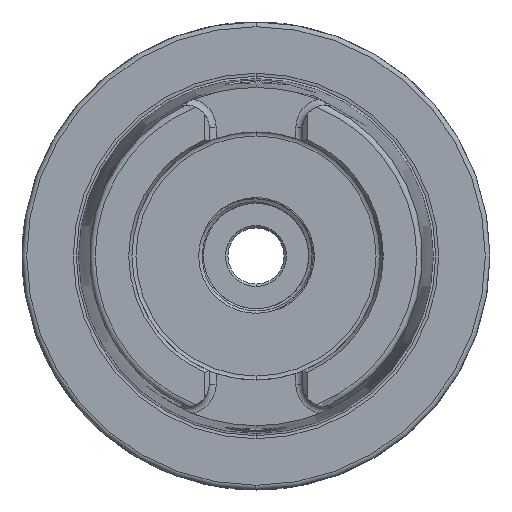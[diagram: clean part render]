
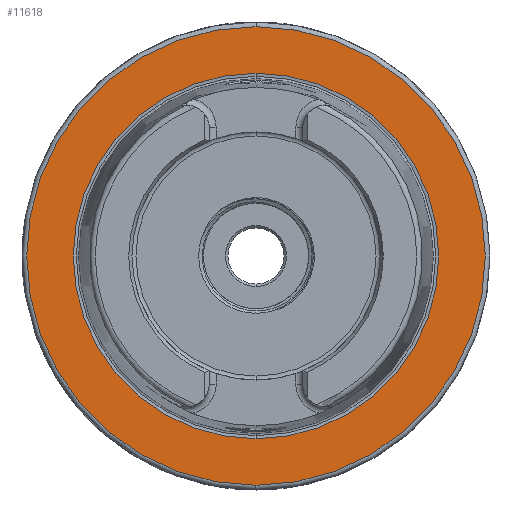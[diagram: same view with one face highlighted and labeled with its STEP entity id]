
A CAD part, left-side view. The second image highlights one B-rep face of the part: STEP entity #11618.
In plain terms, the highlighted planar face has unit normal (-1, 0, 0).
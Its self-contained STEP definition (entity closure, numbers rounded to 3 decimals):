
#914 = AXIS2_PLACEMENT_3D ( 'NONE', #1464, #1461, #1468 ) ;
#986 = AXIS2_PLACEMENT_3D ( 'NONE', #25744, #25747, #25757 ) ;
#1011 = AXIS2_PLACEMENT_3D ( 'NONE', #26133, #26105, #26095 ) ;
#1461 = DIRECTION ( 'NONE',  ( -1., 0., 0. ) ) ;
#1464 = CARTESIAN_POINT ( 'NONE',  ( 0., 0., 0. ) ) ;
#1468 = DIRECTION ( 'NONE',  ( 0., 0., 1. ) ) ;
#3453 = CARTESIAN_POINT ( 'NONE',  ( 0., 39.054, 0. ) ) ;
#3458 = PLANE ( 'NONE',  #23248 ) ;
#3459 = DIRECTION ( 'NONE',  ( 0., 0., 1. ) ) ;
#3480 = DIRECTION ( 'NONE',  ( -1., 0., 0. ) ) ;
#6381 = EDGE_CURVE ( 'NONE', #15713, #15621, #15565, .T. ) ;
#7261 = EDGE_LOOP ( 'NONE', ( #24668, #24727 ) ) ;
#7449 = EDGE_LOOP ( 'NONE', ( #24722, #18975 ) ) ;
#10029 = CIRCLE ( 'NONE', #1011, 39.054 ) ;
#10065 = CIRCLE ( 'NONE', #914, 49. ) ;
#10098 = CIRCLE ( 'NONE', #986, 49. ) ;
#11618 = ADVANCED_FACE ( 'NONE', ( #15138, #15147 ), #3458, .T. ) ;
#12353 = CARTESIAN_POINT ( 'NONE',  ( 0., 0., -49. ) ) ;
#12393 = CARTESIAN_POINT ( 'NONE',  ( 0., 0., 49. ) ) ;
#12395 = CARTESIAN_POINT ( 'NONE',  ( 0., 0., 39.054 ) ) ;
#12435 = CARTESIAN_POINT ( 'NONE',  ( 0., 0., -39.054 ) ) ;
#15138 = FACE_OUTER_BOUND ( 'NONE', #7449, .T. ) ;
#15147 = FACE_BOUND ( 'NONE', #7261, .T. ) ;
#15565 = CIRCLE ( 'NONE', #23559, 39.054 ) ;
#15610 = VERTEX_POINT ( 'NONE', #12353 ) ;
#15621 = VERTEX_POINT ( 'NONE', #12395 ) ;
#15631 = VERTEX_POINT ( 'NONE', #12393 ) ;
#15713 = VERTEX_POINT ( 'NONE', #12435 ) ;
#18975 = ORIENTED_EDGE ( 'NONE', *, *, #24310, .T. ) ;
#22168 = DIRECTION ( 'NONE',  ( 0., 0., -1. ) ) ;
#22226 = DIRECTION ( 'NONE',  ( 1., 0., 0. ) ) ;
#22234 = CARTESIAN_POINT ( 'NONE',  ( 0., 0., 0. ) ) ;
#23248 = AXIS2_PLACEMENT_3D ( 'NONE', #3453, #3480, #3459 ) ;
#23559 = AXIS2_PLACEMENT_3D ( 'NONE', #22234, #22226, #22168 ) ;
#24310 = EDGE_CURVE ( 'NONE', #15610, #15631, #10065, .T. ) ;
#24668 = ORIENTED_EDGE ( 'NONE', *, *, #25449, .T. ) ;
#24722 = ORIENTED_EDGE ( 'NONE', *, *, #25474, .T. ) ;
#24727 = ORIENTED_EDGE ( 'NONE', *, *, #6381, .T. ) ;
#25449 = EDGE_CURVE ( 'NONE', #15621, #15713, #10029, .T. ) ;
#25474 = EDGE_CURVE ( 'NONE', #15631, #15610, #10098, .T. ) ;
#25744 = CARTESIAN_POINT ( 'NONE',  ( 0., 0., 0. ) ) ;
#25747 = DIRECTION ( 'NONE',  ( -1., 0., 0. ) ) ;
#25757 = DIRECTION ( 'NONE',  ( 0., 0., 1. ) ) ;
#26095 = DIRECTION ( 'NONE',  ( 0., 0., -1. ) ) ;
#26105 = DIRECTION ( 'NONE',  ( 1., 0., 0. ) ) ;
#26133 = CARTESIAN_POINT ( 'NONE',  ( 0., 0., 0. ) ) ;
